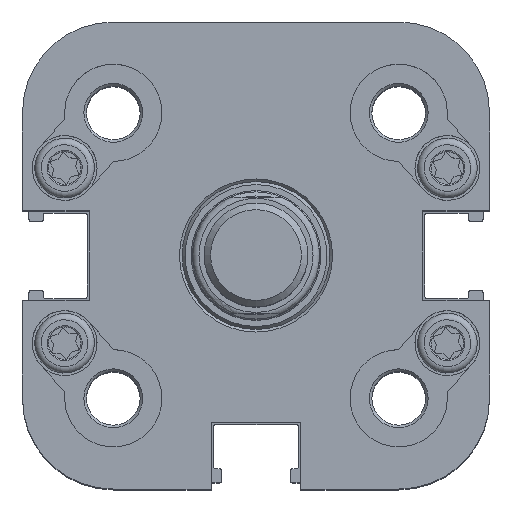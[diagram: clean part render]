
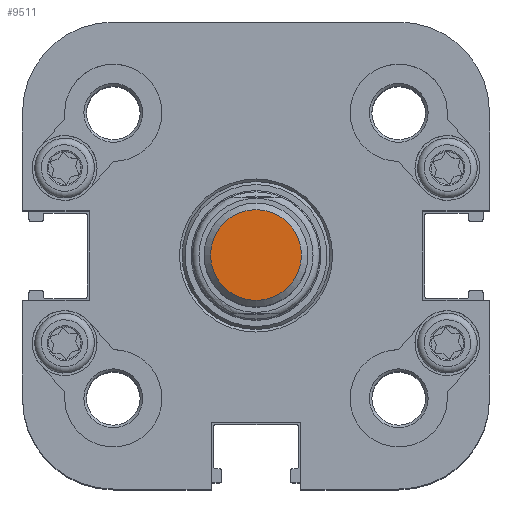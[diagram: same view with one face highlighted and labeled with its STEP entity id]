
A CAD part, top view. The second image highlights one B-rep face of the part: STEP entity #9511.
In plain terms, the highlighted planar face has unit normal (0, 0, 1).
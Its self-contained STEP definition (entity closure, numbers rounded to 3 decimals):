
#1164=FACE_OUTER_BOUND('',#2009,.T.);
#2009=EDGE_LOOP('',(#8414));
#2549=CIRCLE('',#10572,3.5);
#4837=VERTEX_POINT('',#16178);
#6049=EDGE_CURVE('',#4837,#4837,#2549,.T.);
#8414=ORIENTED_EDGE('',*,*,#6049,.F.);
#8944=PLANE('',#10573);
#9511=ADVANCED_FACE('',(#1164),#8944,.F.);
#10572=AXIS2_PLACEMENT_3D('',#16179,#13349,#13350);
#10573=AXIS2_PLACEMENT_3D('',#16180,#13351,#13352);
#13349=DIRECTION('center_axis',(0.,0.,
-1.));
#13350=DIRECTION('ref_axis',(1.,0.,0.));
#13351=DIRECTION('center_axis',(0.,0.,
-1.));
#13352=DIRECTION('ref_axis',(1.,0.,0.));
#16178=CARTESIAN_POINT('',(-3.5,0.,49.7));
#16179=CARTESIAN_POINT('Origin',(0.,0.,
49.7));
#16180=CARTESIAN_POINT('Origin',(0.,0.,
49.7));
